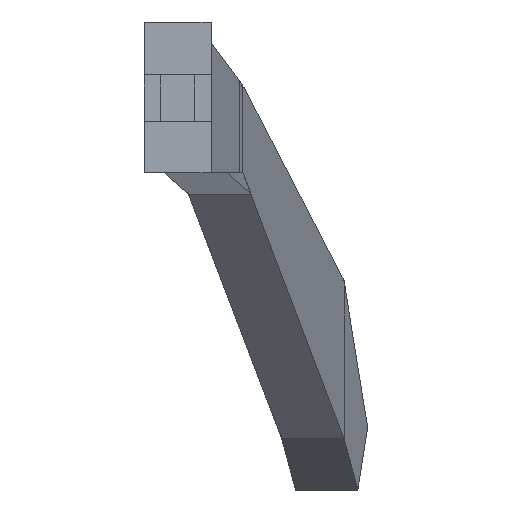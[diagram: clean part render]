
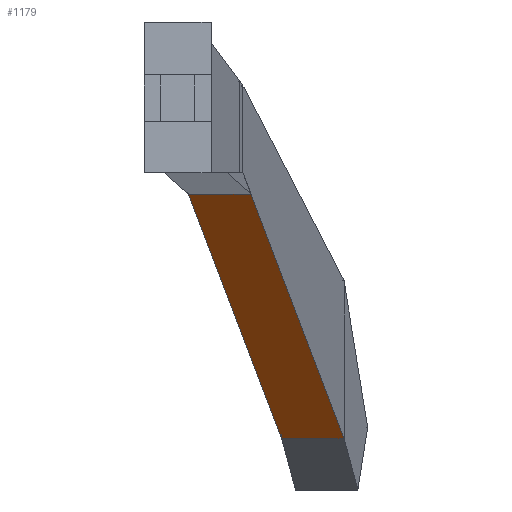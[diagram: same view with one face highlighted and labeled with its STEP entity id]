
A CAD part, left-side view. The second image highlights one B-rep face of the part: STEP entity #1179.
In plain terms, the highlighted planar face has unit normal (-0.466, 0.098, -0.88).
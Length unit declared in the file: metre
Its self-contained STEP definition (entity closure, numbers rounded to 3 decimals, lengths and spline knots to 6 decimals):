
#103=ORIENTED_EDGE('',*,*,#395,.F.);
#104=ORIENTED_EDGE('',*,*,#393,.F.);
#105=ORIENTED_EDGE('',*,*,#397,.T.);
#106=ORIENTED_EDGE('',*,*,#398,.T.);
#393=EDGE_CURVE('',#546,#544,#666,.T.);
#395=EDGE_CURVE('',#544,#547,#668,.T.);
#397=EDGE_CURVE('',#546,#548,#670,.T.);
#398=EDGE_CURVE('',#548,#547,#671,.T.);
#544=VERTEX_POINT('',#1762);
#546=VERTEX_POINT('',#1767);
#547=VERTEX_POINT('',#1772);
#548=VERTEX_POINT('',#1776);
#666=LINE('',#1768,#831);
#668=LINE('',#1771,#833);
#670=LINE('',#1775,#835);
#671=LINE('',#1777,#836);
#831=VECTOR('',#1448,1.);
#833=VECTOR('',#1452,1.);
#835=VECTOR('',#1456,1.);
#836=VECTOR('',#1457,1.);
#973=EDGE_LOOP('',(#103,#104,#105,#106));
#1042=FACE_BOUND('',#973,.T.);
#1111=PLANE('',#1310);
#1179=ADVANCED_FACE('',(#1042),#1111,.T.);
#1310=AXIS2_PLACEMENT_3D('',#1774,#1454,#1455);
#1448=DIRECTION('',(-0.206,-0.979,0.));
#1452=DIRECTION('',(0.861,-0.181,-0.476));
#1454=DIRECTION('',(-0.466,0.098,-0.88));
#1455=DIRECTION('',(-0.884,0.,0.468));
#1456=DIRECTION('',(0.861,-0.181,-0.476));
#1457=DIRECTION('',(-0.206,-0.979,0.));
#1762=CARTESIAN_POINT('',(0.045691,-0.006645,0.007269));
#1767=CARTESIAN_POINT('',(0.046575,-0.002437,0.007269));
#1768=CARTESIAN_POINT('',(0.046575,-0.002437,0.007269));
#1771=CARTESIAN_POINT('',(0.05379,-0.008348,0.002792));
#1772=CARTESIAN_POINT('',(0.078089,-0.013458,-0.010638));
#1774=CARTESIAN_POINT('',(0.054675,-0.00414,0.002792));
#1775=CARTESIAN_POINT('',(0.054675,-0.00414,0.002792));
#1776=CARTESIAN_POINT('',(0.078974,-0.00925,-0.010638));
#1777=CARTESIAN_POINT('',(0.078974,-0.00925,-0.010638));
